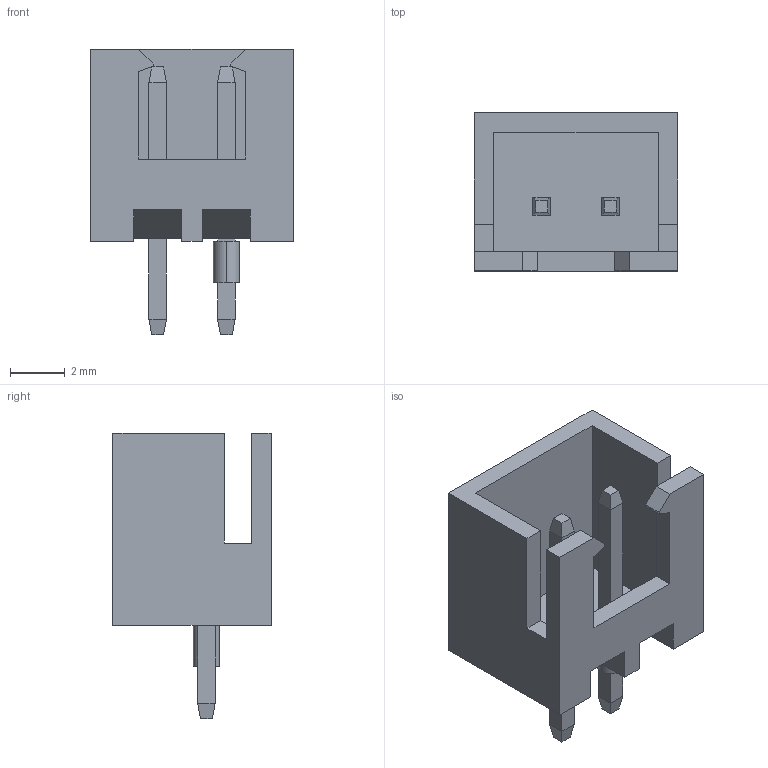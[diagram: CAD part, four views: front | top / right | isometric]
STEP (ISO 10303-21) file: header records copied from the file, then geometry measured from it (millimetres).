
FILE_DESCRIPTION(('FreeCAD Model'),'2;1');
FILE_NAME('JST_2x1_CONNECTOR.step' ,'2017-09-18T00:32:01',('kicad StepUp'),('ksu MCAD'), 'Open CASCADE STEP processor 6.8','FreeCAD','Unknown');
FILE_SCHEMA(('AUTOMOTIVE_DESIGN_CC2 { 1 2 10303 214 -1 1 5 4 }'));
Length unit declared in the file: millimetre
Products named in the file (2): ASSEMBLY; JST_2x1_CONNECTOR
Assembly tree (1 placements, depth 2):
  ASSEMBLY
    JST_2x1_CONNECTOR
Bounding box: 7.4 x 5.75 x 10.4 mm (x, y, z)
Volume: 117.3 mm3; surface area: 420 mm2
Topology: 1 solids, 1 shells, 83 faces, 209 edges, 134 vertices
Faces by surface type: plane 78, cylinder 5
Entity records: 3038 total; most frequent: CARTESIAN_POINT 428, ORIENTED_EDGE 418, DIRECTION 389, EDGE_CURVE 209, LINE 199, VECTOR 199, VERTEX_POINT 134, AXIS2_PLACEMENT_3D 95
